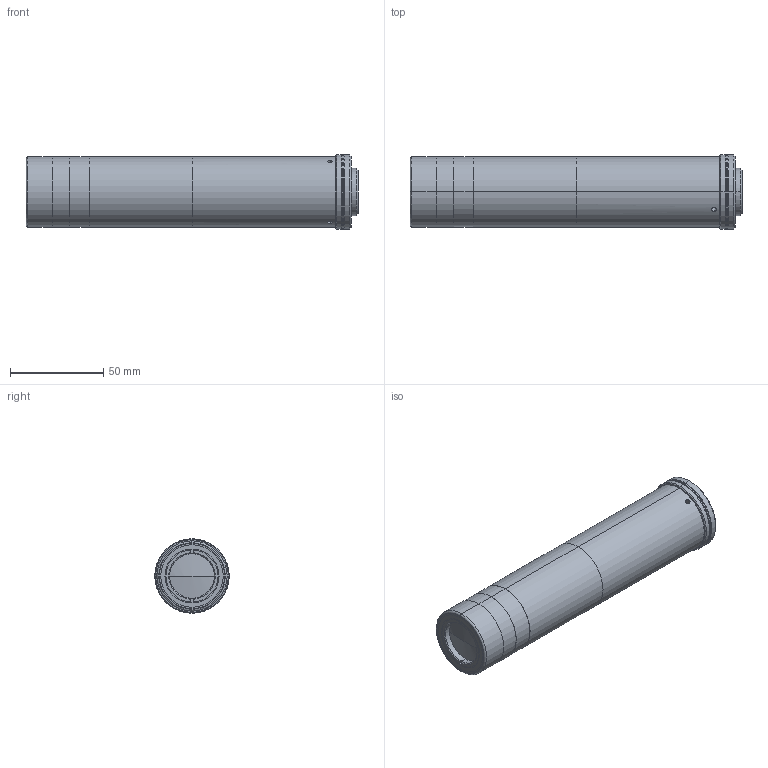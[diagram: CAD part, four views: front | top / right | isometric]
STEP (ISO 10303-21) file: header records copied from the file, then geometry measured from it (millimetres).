
FILE_DESCRIPTION (( 'STEP AP214' ), '1' );
FILE_NAME ('TCLWD-350.STEP', '2014-07-03T12:27:51', ( '' ), ( '' ), 'SwSTEP 2.0', 'SolidWorks 2013', '' );
FILE_SCHEMA (( 'AUTOMOTIVE_DESIGN' ));
Length unit declared in the file: millimetre
Products named in the file (1): TCLWD-350
Bounding box: 178.16 x 40 x 40 mm (x, y, z)
Surface area: 28711.9 mm2 (no closed solid volume)
Topology: 0 solids, 13 shells, 70 faces, 180 edges, 125 vertices
Faces by surface type: cylinder 36, plane 22, cone 8, sphere 2, torus 2
Entity records: 3163 total; most frequent: CARTESIAN_POINT 610, DIRECTION 412, ORIENTED_EDGE 298, EDGE_CURVE 180, AXIS2_PLACEMENT_3D 177, VERTEX_POINT 125, CIRCLE 106, EDGE_LOOP 87
